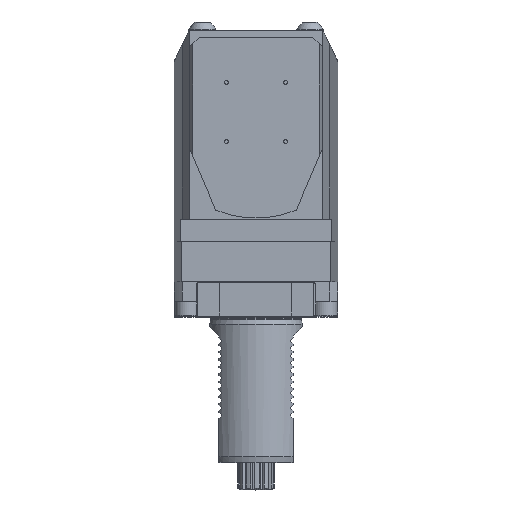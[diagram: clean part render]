
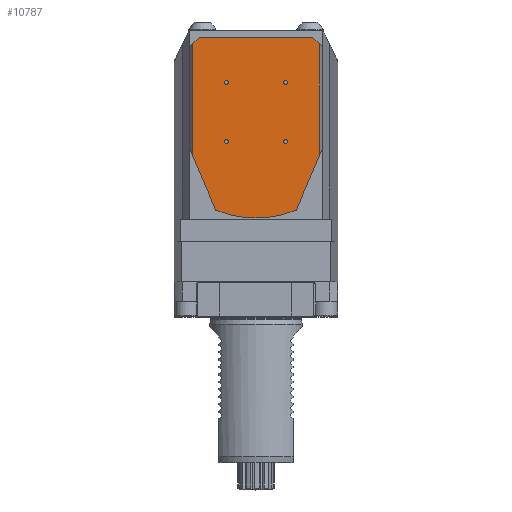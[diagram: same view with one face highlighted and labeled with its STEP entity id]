
A CAD part, top view. The second image highlights one B-rep face of the part: STEP entity #10787.
In plain terms, the highlighted planar face has unit normal (0, 0, 1).
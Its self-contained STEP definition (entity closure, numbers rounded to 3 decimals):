
#935 = ORIENTED_EDGE ( 'NONE', *, *, #5718, .F. ) ;
#1124 = CARTESIAN_POINT ( 'NONE',  ( 33.892, 35., 71.5 ) ) ;
#1274 = CARTESIAN_POINT ( 'NONE',  ( 21.599, -52.749, 71.5 ) ) ;
#1306 = CARTESIAN_POINT ( 'NONE',  ( 33.892, 36.608, 71.5 ) ) ;
#1329 = AXIS2_PLACEMENT_3D ( 'NONE', #26927, #24174, #3096 ) ;
#1750 = LINE ( 'NONE', #28079, #19262 ) ;
#1901 = CARTESIAN_POINT ( 'NONE',  ( -33.892, -23.787, 71.5 ) ) ;
#2302 = ORIENTED_EDGE ( 'NONE', *, *, #3463, .T. ) ;
#2643 = LINE ( 'NONE', #16430, #23093 ) ;
#3096 = DIRECTION ( 'NONE',  ( 0., -1., 0. ) ) ;
#3107 = LINE ( 'NONE', #12708, #22276 ) ;
#3463 = EDGE_CURVE ( 'NONE', #17748, #10200, #2643, .T. ) ;
#3571 = CARTESIAN_POINT ( 'NONE',  ( -30.5, 40., 71.5 ) ) ;
#3647 = VECTOR ( 'NONE', #17847, 1000. ) ;
#4265 = ORIENTED_EDGE ( 'NONE', *, *, #13759, .F. ) ;
#4430 = AXIS2_PLACEMENT_3D ( 'NONE', #7899, #24450, #8349 ) ;
#4520 = ORIENTED_EDGE ( 'NONE', *, *, #16610, .F. ) ;
#5348 = CARTESIAN_POINT ( 'NONE',  ( -15.91, -15.91, 71.5 ) ) ;
#5392 = EDGE_CURVE ( 'NONE', #10788, #29306, #26277, .T. ) ;
#5718 = EDGE_CURVE ( 'NONE', #16147, #10125, #17729, .T. ) ;
#6354 = ORIENTED_EDGE ( 'NONE', *, *, #29619, .T. ) ;
#6626 = EDGE_CURVE ( 'NONE', #17748, #10788, #3107, .T. ) ;
#7229 = EDGE_CURVE ( 'NONE', #30450, #13679, #20637, .T. ) ;
#7333 = DIRECTION ( 'NONE',  ( -1., 0., 0. ) ) ;
#7496 = DIRECTION ( 'NONE',  ( 0., 0., -1. ) ) ;
#7899 = CARTESIAN_POINT ( 'NONE',  ( 0., 0., 71.5 ) ) ;
#7967 = EDGE_CURVE ( 'NONE', #26474, #26474, #9483, .T. ) ;
#8097 = PLANE ( 'NONE',  #1329 ) ;
#8128 = CARTESIAN_POINT ( 'NONE',  ( 35.5, 35., 71.5 ) ) ;
#8257 = CARTESIAN_POINT ( 'NONE',  ( -17.025, 15.91, 71.5 ) ) ;
#8349 = DIRECTION ( 'NONE',  ( 0., -1., 0. ) ) ;
#8554 = ORIENTED_EDGE ( 'NONE', *, *, #5392, .F. ) ;
#8630 = LINE ( 'NONE', #18201, #23657 ) ;
#8893 = DIRECTION ( 'NONE',  ( 0., 0., -1. ) ) ;
#8914 = DIRECTION ( 'NONE',  ( -0.391, -0.921, 0. ) ) ;
#9483 = CIRCLE ( 'NONE', #26785, 1.116 ) ;
#10125 = VERTEX_POINT ( 'NONE', #11234 ) ;
#10200 = VERTEX_POINT ( 'NONE', #1901 ) ;
#10214 = DIRECTION ( 'NONE',  ( 0.707, 0.707, 0. ) ) ;
#10355 = FACE_OUTER_BOUND ( 'NONE', #21738, .T. ) ;
#10701 = CARTESIAN_POINT ( 'NONE',  ( 15.91, -15.91, 71.5 ) ) ;
#10787 = ADVANCED_FACE ( 'Defeature completata1_300', ( #10355, #29400, #22022, #19846, #29253 ), #8097, .F. ) ;
#10788 = VERTEX_POINT ( 'NONE', #3571 ) ;
#10987 = CIRCLE ( 'NONE', #18889, 1.116 ) ;
#11234 = CARTESIAN_POINT ( 'NONE',  ( -21.599, -52.749, 71.5 ) ) ;
#11509 = CIRCLE ( 'NONE', #30268, 1.116 ) ;
#12248 = CARTESIAN_POINT ( 'NONE',  ( -15.91, 15.91, 71.5 ) ) ;
#12708 = CARTESIAN_POINT ( 'NONE',  ( -30.5, 40., 71.5 ) ) ;
#12967 = ORIENTED_EDGE ( 'NONE', *, *, #7229, .T. ) ;
#13031 = VERTEX_POINT ( 'NONE', #8257 ) ;
#13679 = VERTEX_POINT ( 'NONE', #1306 ) ;
#13759 = EDGE_CURVE ( 'NONE', #10125, #10200, #1750, .T. ) ;
#13826 = CARTESIAN_POINT ( 'NONE',  ( 15.91, 15.91, 71.5 ) ) ;
#14098 = DIRECTION ( 'NONE',  ( 0., -1., 0. ) ) ;
#14411 = VERTEX_POINT ( 'NONE', #23856 ) ;
#14463 = EDGE_LOOP ( 'NONE', ( #4520 ) ) ;
#14531 = CARTESIAN_POINT ( 'NONE',  ( -30.5, 40., 71.5 ) ) ;
#14907 = CARTESIAN_POINT ( 'NONE',  ( -33.892, 36.608, 71.5 ) ) ;
#16147 = VERTEX_POINT ( 'NONE', #1274 ) ;
#16317 = EDGE_LOOP ( 'NONE', ( #19371 ) ) ;
#16430 = CARTESIAN_POINT ( 'NONE',  ( -33.892, -20., 71.5 ) ) ;
#16610 = EDGE_CURVE ( 'NONE', #14411, #14411, #27344, .T. ) ;
#16615 = EDGE_CURVE ( 'NONE', #29306, #13679, #27117, .T. ) ;
#17540 = DIRECTION ( 'NONE',  ( 0., 0., 1. ) ) ;
#17729 = CIRCLE ( 'NONE', #4430, 57. ) ;
#17748 = VERTEX_POINT ( 'NONE', #14907 ) ;
#17841 = VECTOR ( 'NONE', #19086, 1000. ) ;
#17847 = DIRECTION ( 'NONE',  ( 0.707, -0.707, 0. ) ) ;
#18201 = CARTESIAN_POINT ( 'NONE',  ( 35.5, -20., 71.5 ) ) ;
#18351 = EDGE_LOOP ( 'NONE', ( #6354 ) ) ;
#18508 = DIRECTION ( 'NONE',  ( -0.391, 0.921, 0. ) ) ;
#18724 = EDGE_CURVE ( 'NONE', #30450, #16147, #8630, .T. ) ;
#18889 = AXIS2_PLACEMENT_3D ( 'NONE', #12248, #7496, #7333 ) ;
#18943 = AXIS2_PLACEMENT_3D ( 'NONE', #10701, #17540, #20316 ) ;
#19086 = DIRECTION ( 'NONE',  ( 0., 1., 0. ) ) ;
#19262 = VECTOR ( 'NONE', #18508, 1000. ) ;
#19371 = ORIENTED_EDGE ( 'NONE', *, *, #7967, .T. ) ;
#19846 = FACE_BOUND ( 'NONE', #30441, .T. ) ;
#20316 = DIRECTION ( 'NONE',  ( -1., 0., 0. ) ) ;
#20637 = LINE ( 'NONE', #1124, #17841 ) ;
#20734 = ORIENTED_EDGE ( 'NONE', *, *, #18724, .F. ) ;
#21738 = EDGE_LOOP ( 'NONE', ( #4265, #935, #20734, #12967, #26719, #8554, #30459, #2302 ) ) ;
#22022 = FACE_BOUND ( 'NONE', #16317, .T. ) ;
#22031 = CARTESIAN_POINT ( 'NONE',  ( -17.025, -15.91, 71.5 ) ) ;
#22276 = VECTOR ( 'NONE', #10214, 1000. ) ;
#22949 = CARTESIAN_POINT ( 'NONE',  ( 30.5, 40., 71.5 ) ) ;
#23093 = VECTOR ( 'NONE', #14098, 1000. ) ;
#23268 = DIRECTION ( 'NONE',  ( -1., 0., 0. ) ) ;
#23657 = VECTOR ( 'NONE', #8914, 1000. ) ;
#23856 = CARTESIAN_POINT ( 'NONE',  ( 14.794, -15.91, 71.5 ) ) ;
#24174 = DIRECTION ( 'NONE',  ( 0., 0., -1. ) ) ;
#24420 = DIRECTION ( 'NONE',  ( -1., 0., 0. ) ) ;
#24450 = DIRECTION ( 'NONE',  ( 0., 0., -1. ) ) ;
#26277 = LINE ( 'NONE', #14531, #29562 ) ;
#26474 = VERTEX_POINT ( 'NONE', #22031 ) ;
#26696 = DIRECTION ( 'NONE',  ( 0., 0., -1. ) ) ;
#26719 = ORIENTED_EDGE ( 'NONE', *, *, #16615, .F. ) ;
#26785 = AXIS2_PLACEMENT_3D ( 'NONE', #5348, #26696, #24420 ) ;
#26787 = VERTEX_POINT ( 'NONE', #29265 ) ;
#26927 = CARTESIAN_POINT ( 'NONE',  ( 0., 57., 71.5 ) ) ;
#27117 = LINE ( 'NONE', #8128, #3647 ) ;
#27344 = CIRCLE ( 'NONE', #18943, 1.116 ) ;
#27642 = DIRECTION ( 'NONE',  ( 1., 0., 0. ) ) ;
#27980 = CARTESIAN_POINT ( 'NONE',  ( 33.892, -23.787, 71.5 ) ) ;
#28079 = CARTESIAN_POINT ( 'NONE',  ( -7.338, -86.344, 71.5 ) ) ;
#28382 = ORIENTED_EDGE ( 'NONE', *, *, #30227, .T. ) ;
#29253 = FACE_BOUND ( 'NONE', #18351, .T. ) ;
#29265 = CARTESIAN_POINT ( 'NONE',  ( 14.794, 15.91, 71.5 ) ) ;
#29306 = VERTEX_POINT ( 'NONE', #22949 ) ;
#29400 = FACE_BOUND ( 'NONE', #14463, .T. ) ;
#29562 = VECTOR ( 'NONE', #27642, 1000. ) ;
#29619 = EDGE_CURVE ( 'NONE', #13031, #13031, #10987, .T. ) ;
#30227 = EDGE_CURVE ( 'NONE', #26787, #26787, #11509, .T. ) ;
#30268 = AXIS2_PLACEMENT_3D ( 'NONE', #13826, #8893, #23268 ) ;
#30441 = EDGE_LOOP ( 'NONE', ( #28382 ) ) ;
#30450 = VERTEX_POINT ( 'NONE', #27980 ) ;
#30459 = ORIENTED_EDGE ( 'NONE', *, *, #6626, .F. ) ;
